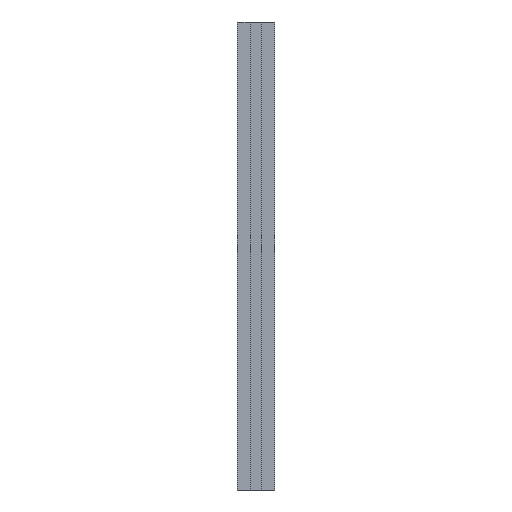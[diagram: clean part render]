
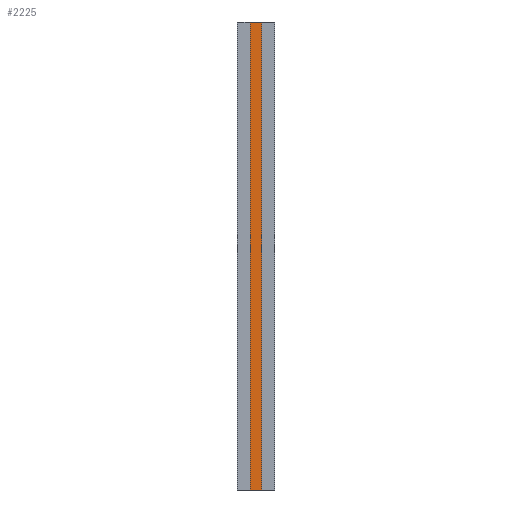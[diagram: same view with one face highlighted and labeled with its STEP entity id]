
A CAD part, front view. The second image highlights one B-rep face of the part: STEP entity #2225.
In plain terms, the highlighted planar face has unit normal (0, -1, 0).
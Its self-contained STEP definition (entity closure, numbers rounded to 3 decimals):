
#72 = PLANE('',#73);
#73 = AXIS2_PLACEMENT_3D('',#74,#75,#76);
#74 = CARTESIAN_POINT('',(-10.,-3.,252.));
#75 = DIRECTION('',(0.,0.,1.));
#76 = DIRECTION('',(-1.,0.,0.));
#126 = PLANE('',#127);
#127 = AXIS2_PLACEMENT_3D('',#128,#129,#130);
#128 = CARTESIAN_POINT('',(-10.,-3.,0.));
#129 = DIRECTION('',(0.,0.,1.));
#130 = DIRECTION('',(-1.,0.,0.));
#711 = VERTEX_POINT('',#712);
#712 = CARTESIAN_POINT('',(3.,-4.,0.));
#726 = PLANE('',#727);
#727 = AXIS2_PLACEMENT_3D('',#728,#729,#730);
#728 = CARTESIAN_POINT('',(3.,-4.,0.));
#729 = DIRECTION('',(-0.707,-0.707,-0.));
#730 = DIRECTION('',(-0.707,0.707,0.));
#738 = EDGE_CURVE('',#739,#711,#741,.T.);
#739 = VERTEX_POINT('',#740);
#740 = CARTESIAN_POINT('',(-3.,-4.,0.));
#741 = SURFACE_CURVE('',#742,(#746,#753),.PCURVE_S1.);
#742 = LINE('',#743,#744);
#743 = CARTESIAN_POINT('',(-3.,-4.,0.));
#744 = VECTOR('',#745,1.);
#745 = DIRECTION('',(1.,0.,0.));
#746 = PCURVE('',#126,#747);
#747 = DEFINITIONAL_REPRESENTATION('',(#748),#752);
#748 = LINE('',#749,#750);
#749 = CARTESIAN_POINT('',(-7.,1.));
#750 = VECTOR('',#751,1.);
#751 = DIRECTION('',(-1.,0.));
#752 = ( GEOMETRIC_REPRESENTATION_CONTEXT(2) 
PARAMETRIC_REPRESENTATION_CONTEXT() REPRESENTATION_CONTEXT('2D SPACE',''
  ) );
#753 = PCURVE('',#754,#759);
#754 = PLANE('',#755);
#755 = AXIS2_PLACEMENT_3D('',#756,#757,#758);
#756 = CARTESIAN_POINT('',(-3.,-4.,0.));
#757 = DIRECTION('',(-0.,-1.,-0.));
#758 = DIRECTION('',(-1.,0.,0.));
#759 = DEFINITIONAL_REPRESENTATION('',(#760),#764);
#760 = LINE('',#761,#762);
#761 = CARTESIAN_POINT('',(-0.,0.));
#762 = VECTOR('',#763,1.);
#763 = DIRECTION('',(-1.,0.));
#764 = ( GEOMETRIC_REPRESENTATION_CONTEXT(2) 
PARAMETRIC_REPRESENTATION_CONTEXT() REPRESENTATION_CONTEXT('2D SPACE',''
  ) );
#782 = PLANE('',#783);
#783 = AXIS2_PLACEMENT_3D('',#784,#785,#786);
#784 = CARTESIAN_POINT('',(-6.,-7.,0.));
#785 = DIRECTION('',(0.707,-0.707,0.));
#786 = DIRECTION('',(-0.707,-0.707,0.));
#1228 = VERTEX_POINT('',#1229);
#1229 = CARTESIAN_POINT('',(3.,-4.,252.));
#1250 = EDGE_CURVE('',#1251,#1228,#1253,.T.);
#1251 = VERTEX_POINT('',#1252);
#1252 = CARTESIAN_POINT('',(-3.,-4.,252.));
#1253 = SURFACE_CURVE('',#1254,(#1258,#1265),.PCURVE_S1.);
#1254 = LINE('',#1255,#1256);
#1255 = CARTESIAN_POINT('',(-3.,-4.,252.));
#1256 = VECTOR('',#1257,1.);
#1257 = DIRECTION('',(1.,0.,0.));
#1258 = PCURVE('',#72,#1259);
#1259 = DEFINITIONAL_REPRESENTATION('',(#1260),#1264);
#1260 = LINE('',#1261,#1262);
#1261 = CARTESIAN_POINT('',(-7.,1.));
#1262 = VECTOR('',#1263,1.);
#1263 = DIRECTION('',(-1.,0.));
#1264 = ( GEOMETRIC_REPRESENTATION_CONTEXT(2) 
PARAMETRIC_REPRESENTATION_CONTEXT() REPRESENTATION_CONTEXT('2D SPACE',''
  ) );
#1265 = PCURVE('',#754,#1266);
#1266 = DEFINITIONAL_REPRESENTATION('',(#1267),#1271);
#1267 = LINE('',#1268,#1269);
#1268 = CARTESIAN_POINT('',(-0.,-252.));
#1269 = VECTOR('',#1270,1.);
#1270 = DIRECTION('',(-1.,0.));
#1271 = ( GEOMETRIC_REPRESENTATION_CONTEXT(2) 
PARAMETRIC_REPRESENTATION_CONTEXT() REPRESENTATION_CONTEXT('2D SPACE',''
  ) );
#1563 = EDGE_CURVE('',#739,#1251,#1564,.T.);
#1564 = SURFACE_CURVE('',#1565,(#1569,#1576),.PCURVE_S1.);
#1565 = LINE('',#1566,#1567);
#1566 = CARTESIAN_POINT('',(-3.,-4.,0.));
#1567 = VECTOR('',#1568,1.);
#1568 = DIRECTION('',(0.,0.,1.));
#1569 = PCURVE('',#782,#1570);
#1570 = DEFINITIONAL_REPRESENTATION('',(#1571),#1575);
#1571 = LINE('',#1572,#1573);
#1572 = CARTESIAN_POINT('',(-4.243,0.));
#1573 = VECTOR('',#1574,1.);
#1574 = DIRECTION('',(-0.,-1.));
#1575 = ( GEOMETRIC_REPRESENTATION_CONTEXT(2) 
PARAMETRIC_REPRESENTATION_CONTEXT() REPRESENTATION_CONTEXT('2D SPACE',''
  ) );
#1576 = PCURVE('',#754,#1577);
#1577 = DEFINITIONAL_REPRESENTATION('',(#1578),#1582);
#1578 = LINE('',#1579,#1580);
#1579 = CARTESIAN_POINT('',(-0.,0.));
#1580 = VECTOR('',#1581,1.);
#1581 = DIRECTION('',(-0.,-1.));
#1582 = ( GEOMETRIC_REPRESENTATION_CONTEXT(2) 
PARAMETRIC_REPRESENTATION_CONTEXT() REPRESENTATION_CONTEXT('2D SPACE',''
  ) );
#2225 = ADVANCED_FACE('',(#2226),#754,.T.);
#2226 = FACE_BOUND('',#2227,.F.);
#2227 = EDGE_LOOP('',(#2228,#2229,#2230,#2251));
#2228 = ORIENTED_EDGE('',*,*,#1563,.T.);
#2229 = ORIENTED_EDGE('',*,*,#1250,.T.);
#2230 = ORIENTED_EDGE('',*,*,#2231,.F.);
#2231 = EDGE_CURVE('',#711,#1228,#2232,.T.);
#2232 = SURFACE_CURVE('',#2233,(#2237,#2244),.PCURVE_S1.);
#2233 = LINE('',#2234,#2235);
#2234 = CARTESIAN_POINT('',(3.,-4.,0.));
#2235 = VECTOR('',#2236,1.);
#2236 = DIRECTION('',(0.,0.,1.));
#2237 = PCURVE('',#754,#2238);
#2238 = DEFINITIONAL_REPRESENTATION('',(#2239),#2243);
#2239 = LINE('',#2240,#2241);
#2240 = CARTESIAN_POINT('',(-6.,0.));
#2241 = VECTOR('',#2242,1.);
#2242 = DIRECTION('',(-0.,-1.));
#2243 = ( GEOMETRIC_REPRESENTATION_CONTEXT(2) 
PARAMETRIC_REPRESENTATION_CONTEXT() REPRESENTATION_CONTEXT('2D SPACE',''
  ) );
#2244 = PCURVE('',#726,#2245);
#2245 = DEFINITIONAL_REPRESENTATION('',(#2246),#2250);
#2246 = LINE('',#2247,#2248);
#2247 = CARTESIAN_POINT('',(-0.,0.));
#2248 = VECTOR('',#2249,1.);
#2249 = DIRECTION('',(-0.,-1.));
#2250 = ( GEOMETRIC_REPRESENTATION_CONTEXT(2) 
PARAMETRIC_REPRESENTATION_CONTEXT() REPRESENTATION_CONTEXT('2D SPACE',''
  ) );
#2251 = ORIENTED_EDGE('',*,*,#738,.F.);
